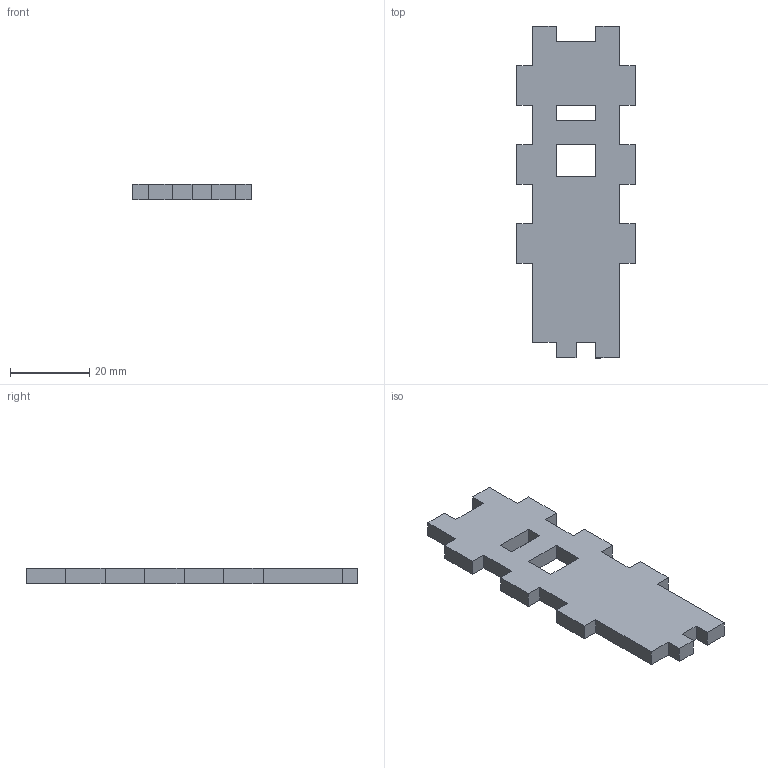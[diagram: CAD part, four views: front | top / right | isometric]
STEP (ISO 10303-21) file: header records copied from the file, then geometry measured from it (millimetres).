
FILE_DESCRIPTION(/* description */ (''),/* implementation_level */ '2;1');
FILE_NAME(/* name */ '04_tubeholder2_sides.stp',/* time_stamp */ '2019-04-24T16:19:30+02:00',/* author */ (''),/* organization */ (''),/* preprocessor_version */ 'ST-DEVELOPER v16.7',/* originating_system */ 'SIEMENS PLM Software NX 12.0',/* authorisation */ '');
FILE_SCHEMA (('AP203_CONFIGURATION_CONTROLLED_3D_DESIGN_OF_MECHANICAL_PARTS_AND_ASSEMBLIES_MIM_LF { 1 0 10303 403 2 1 2}'));
Length unit declared in the file: millimetre
Products named in the file (1): 04_tubeholder2_sides
Bounding box: 30 x 84 x 4 mm (x, y, z)
Volume: 7536 mm3; surface area: 5128 mm2
Topology: 1 solids, 1 shells, 48 faces, 138 edges, 92 vertices
Faces by surface type: plane 48
Entity records: 1644 total; most frequent: CARTESIAN_POINT 279, ORIENTED_EDGE 276, DIRECTION 236, EDGE_CURVE 138, LINE 138, VECTOR 138, VERTEX_POINT 92, EDGE_LOOP 52
